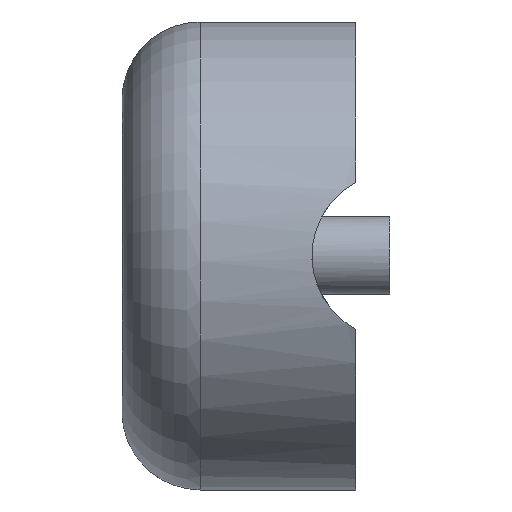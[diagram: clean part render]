
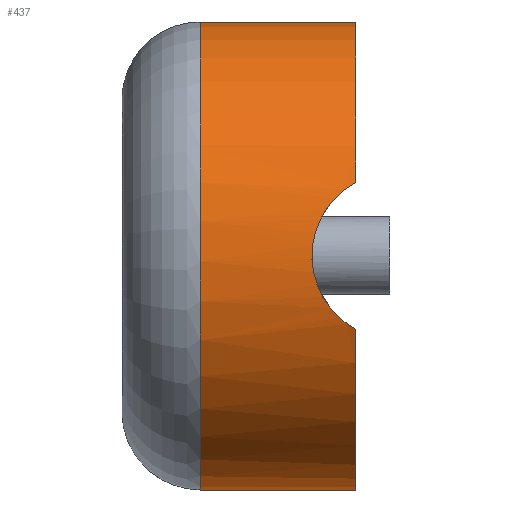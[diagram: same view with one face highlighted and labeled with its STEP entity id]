
A CAD part, left-side view. The second image highlights one B-rep face of the part: STEP entity #437.
In plain terms, the highlighted cylindrical face has radius 30.035 mm (diameter 60.071 mm), a partial arc.
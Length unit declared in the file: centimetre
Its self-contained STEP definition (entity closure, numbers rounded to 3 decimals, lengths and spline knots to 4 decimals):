
#3 = CIRCLE ( 'NONE', #587, 3.0035 ) ;
#9 = CARTESIAN_POINT ( 'NONE',  ( 2.8422, 0.5651, -0.0962 ) ) ;
#10 = VERTEX_POINT ( 'NONE', #549 ) ;
#14 = DIRECTION ( 'NONE',  ( 0., 0., 1. ) ) ;
#18 = CARTESIAN_POINT ( 'NONE',  ( 2.9346, 0.2676, -0.7398 ) ) ;
#26 = CARTESIAN_POINT ( 'NONE',  ( 2.9009, 0.3864, 0.5923 ) ) ;
#29 = AXIS2_PLACEMENT_3D ( 'NONE', #617, #937, #716 ) ;
#37 = CARTESIAN_POINT ( 'NONE',  ( 5.8458, 0., 0. ) ) ;
#45 = VERTEX_POINT ( 'NONE', #521 ) ;
#72 = EDGE_CURVE ( 'NONE', #626, #45, #844, .T. ) ;
#83 = DIRECTION ( 'NONE',  ( 0., 1., 0. ) ) ;
#92 = CARTESIAN_POINT ( 'NONE',  ( 2.9932, 0., 0.9403 ) ) ;
#100 = CARTESIAN_POINT ( 'NONE',  ( 2.8648, 0.4998, -0.3796 ) ) ;
#107 = CARTESIAN_POINT ( 'NONE',  ( 2.9608, 0.1615, -0.836 ) ) ;
#118 = LINE ( 'NONE', #712, #138 ) ;
#127 = ORIENTED_EDGE ( 'NONE', *, *, #364, .T. ) ;
#138 = VECTOR ( 'NONE', #780, 100. ) ;
#180 = CARTESIAN_POINT ( 'NONE',  ( 2.866, 0.4963, 0.3794 ) ) ;
#195 = ORIENTED_EDGE ( 'NONE', *, *, #72, .F. ) ;
#198 = CARTESIAN_POINT ( 'NONE',  ( 2.9007, 0.3873, -0.5909 ) ) ;
#199 = AXIS2_PLACEMENT_3D ( 'NONE', #919, #509, #14 ) ;
#242 = DIRECTION ( 'NONE',  ( 0., 1., 0. ) ) ;
#264 = FACE_OUTER_BOUND ( 'NONE', #1083, .T. ) ;
#288 = EDGE_CURVE ( 'NONE', #310, #10, #346, .T. ) ;
#294 = CARTESIAN_POINT ( 'NONE',  ( 2.952, 0.1986, -0.8053 ) ) ;
#310 = VERTEX_POINT ( 'NONE', #764 ) ;
#342 = CIRCLE ( 'NONE', #199, 3.0035 ) ;
#346 = LINE ( 'NONE', #923, #718 ) ;
#354 = CARTESIAN_POINT ( 'NONE',  ( 2.8469, 0.5521, -0.1919 ) ) ;
#364 = EDGE_CURVE ( 'NONE', #310, #468, #342, .T. ) ;
#370 = CARTESIAN_POINT ( 'NONE',  ( 2.9932, 0., -0.9403 ) ) ;
#401 = EDGE_CURVE ( 'NONE', #582, #45, #3, .T. ) ;
#418 = AXIS2_PLACEMENT_3D ( 'NONE', #421, #242, #1003 ) ;
#421 = CARTESIAN_POINT ( 'NONE',  ( 5.8458, 0., 0. ) ) ;
#437 = ADVANCED_FACE ( 'NONE', ( #264 ), #841, .T. ) ;
#440 = CARTESIAN_POINT ( 'NONE',  ( 2.9089, 0.3596, -0.6306 ) ) ;
#441 = ORIENTED_EDGE ( 'NONE', *, *, #583, .T. ) ;
#450 = CARTESIAN_POINT ( 'NONE',  ( 2.8423, 0.565, 0.0494 ) ) ;
#468 = VERTEX_POINT ( 'NONE', #705 ) ;
#493 = CARTESIAN_POINT ( 'NONE',  ( 5.8458, 0., -3.0035 ) ) ;
#509 = DIRECTION ( 'NONE',  ( 0., -1., 0. ) ) ;
#513 = CARTESIAN_POINT ( 'NONE',  ( 2.9091, 0.3591, 0.6312 ) ) ;
#521 = CARTESIAN_POINT ( 'NONE',  ( 2.9932, 0., -0.9403 ) ) ;
#529 = CARTESIAN_POINT ( 'NONE',  ( 2.9349, 0.2663, 0.7411 ) ) ;
#540 = CARTESIAN_POINT ( 'NONE',  ( 2.9783, 0.0854, 0.8949 ) ) ;
#549 = CARTESIAN_POINT ( 'NONE',  ( 5.7, 0., 3. ) ) ;
#582 = VERTEX_POINT ( 'NONE', #493 ) ;
#583 = EDGE_CURVE ( 'NONE', #626, #10, #592, .T. ) ;
#584 = ORIENTED_EDGE ( 'NONE', *, *, #723, .T. ) ;
#587 = AXIS2_PLACEMENT_3D ( 'NONE', #37, #83, #946 ) ;
#592 = CIRCLE ( 'NONE', #418, 3.0035 ) ;
#602 = CARTESIAN_POINT ( 'NONE',  ( 2.9261, 0.2991, 0.7056 ) ) ;
#617 = CARTESIAN_POINT ( 'NONE',  ( 5.8458, 3., 0. ) ) ;
#626 = VERTEX_POINT ( 'NONE', #672 ) ;
#630 = CARTESIAN_POINT ( 'NONE',  ( 2.8857, 0.4357, 0.5108 ) ) ;
#637 = ORIENTED_EDGE ( 'NONE', *, *, #401, .T. ) ;
#672 = CARTESIAN_POINT ( 'NONE',  ( 2.9932, 0., 0.9403 ) ) ;
#682 = CARTESIAN_POINT ( 'NONE',  ( 2.8777, 0.4617, -0.4675 ) ) ;
#691 = CARTESIAN_POINT ( 'NONE',  ( 2.9777, 0.0835, -0.8922 ) ) ;
#705 = CARTESIAN_POINT ( 'NONE',  ( 5.8458, 2., -3.0035 ) ) ;
#707 = CARTESIAN_POINT ( 'NONE',  ( 2.8605, 0.5125, 0.3338 ) ) ;
#712 = CARTESIAN_POINT ( 'NONE',  ( 5.8458, 3., -3.0035 ) ) ;
#716 = DIRECTION ( 'NONE',  ( 0., 0., -1. ) ) ;
#718 = VECTOR ( 'NONE', #1001, 100. ) ;
#723 = EDGE_CURVE ( 'NONE', #468, #582, #118, .T. ) ;
#764 = CARTESIAN_POINT ( 'NONE',  ( 5.7, 2., 3. ) ) ;
#767 = CARTESIAN_POINT ( 'NONE',  ( 2.8516, 0.5384, 0.2413 ) ) ;
#780 = DIRECTION ( 'NONE',  ( 0., -1., 0. ) ) ;
#841 = CYLINDRICAL_SURFACE ( 'NONE', #29, 3.0035 ) ;
#843 = CARTESIAN_POINT ( 'NONE',  ( 2.8482, 0.5482, 0.1943 ) ) ;
#844 = B_SPLINE_CURVE_WITH_KNOTS ( 'NONE', 3,
 ( #92, #540, #930, #529, #602, #513, #26, #630, #939, #180, #707, #767, #843, #852, #450, #9, #354, #100, #682, #198, #440, #860, #18, #294, #107, #691, #949, #370 ),
 .UNSPECIFIED., .F., .F.,
 ( 4, 2, 2, 2, 2, 2, 2, 2, 2, 2, 2, 2, 2, 4 ),
 ( 0., 0.0029, 0.0043, 0.0058, 0.0072, 0.0087, 0.0101, 0.0116, 0.0145, 0.0174, 0.0188, 0.0203, 0.0217, 0.0231 ),
 .UNSPECIFIED. ) ;
#852 = CARTESIAN_POINT ( 'NONE',  ( 2.8435, 0.5615, 0.0985 ) ) ;
#860 = CARTESIAN_POINT ( 'NONE',  ( 2.9259, 0.2998, -0.7048 ) ) ;
#919 = CARTESIAN_POINT ( 'NONE',  ( 5.8458, 2., 0. ) ) ;
#923 = CARTESIAN_POINT ( 'NONE',  ( 5.7, 3., 3. ) ) ;
#930 = CARTESIAN_POINT ( 'NONE',  ( 2.9611, 0.1624, 0.8394 ) ) ;
#937 = DIRECTION ( 'NONE',  ( 0., -1., 0. ) ) ;
#939 = CARTESIAN_POINT ( 'NONE',  ( 2.8786, 0.4577, 0.4683 ) ) ;
#946 = DIRECTION ( 'NONE',  ( 0., 0., 1. ) ) ;
#949 = CARTESIAN_POINT ( 'NONE',  ( 2.9858, 0.0427, -0.9176 ) ) ;
#955 = ORIENTED_EDGE ( 'NONE', *, *, #288, .F. ) ;
#1001 = DIRECTION ( 'NONE',  ( 0., -1., 0. ) ) ;
#1003 = DIRECTION ( 'NONE',  ( 0., 0., 1. ) ) ;
#1083 = EDGE_LOOP ( 'NONE', ( #127, #584, #637, #195, #441, #955 ) ) ;
